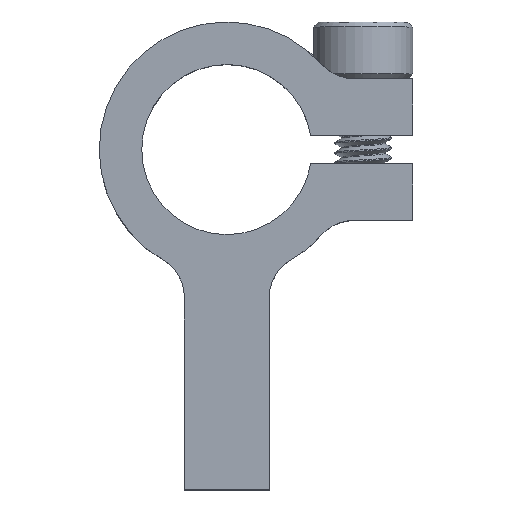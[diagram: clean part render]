
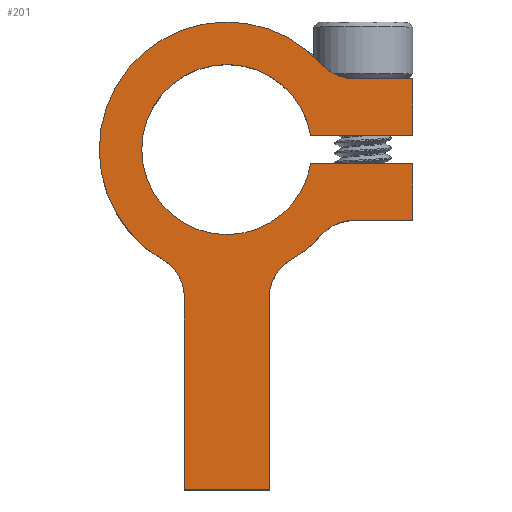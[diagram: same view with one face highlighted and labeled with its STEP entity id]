
A CAD part, top view. The second image highlights one B-rep face of the part: STEP entity #201.
In plain terms, the highlighted planar face has unit normal (0, 0, 1).
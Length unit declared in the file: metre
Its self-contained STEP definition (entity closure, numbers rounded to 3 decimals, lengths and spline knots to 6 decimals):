
#201 = ADVANCED_FACE( '', ( #401 ), #402, .T. );
#401 = FACE_OUTER_BOUND( '', #1387, .T. );
#402 = PLANE( '', #1388 );
#1387 = EDGE_LOOP( '', ( #2707, #2708, #2709, #2710, #2711, #2712, #2713, #2714, #2715, #2716, #2717, #2718, #2719, #2720, #2721, #2722 ) );
#1388 = AXIS2_PLACEMENT_3D( '', #2723, #2724, #2725 );
#2707 = ORIENTED_EDGE( '', *, *, #3009, .F. );
#2708 = ORIENTED_EDGE( '', *, *, #2916, .T. );
#2709 = ORIENTED_EDGE( '', *, *, #2993, .F. );
#2710 = ORIENTED_EDGE( '', *, *, #2990, .F. );
#2711 = ORIENTED_EDGE( '', *, *, #2952, .T. );
#2712 = ORIENTED_EDGE( '', *, *, #2859, .T. );
#2713 = ORIENTED_EDGE( '', *, *, #3010, .F. );
#2714 = ORIENTED_EDGE( '', *, *, #2999, .T. );
#2715 = ORIENTED_EDGE( '', *, *, #2930, .F. );
#2716 = ORIENTED_EDGE( '', *, *, #3007, .T. );
#2717 = ORIENTED_EDGE( '', *, *, #2921, .T. );
#2718 = ORIENTED_EDGE( '', *, *, #3011, .F. );
#2719 = ORIENTED_EDGE( '', *, *, #3012, .F. );
#2720 = ORIENTED_EDGE( '', *, *, #2907, .T. );
#2721 = ORIENTED_EDGE( '', *, *, #3013, .T. );
#2722 = ORIENTED_EDGE( '', *, *, #2971, .T. );
#2723 = CARTESIAN_POINT( '', ( 0., 0., 0.008 ) );
#2724 = DIRECTION( '', ( 0., 0., 1. ) );
#2725 = DIRECTION( '', ( 0., -1., 0. ) );
#2859 = EDGE_CURVE( '', #3054, #3052, #3055, .T. );
#2907 = EDGE_CURVE( '', #3132, #3133, #3134, .T. );
#2916 = EDGE_CURVE( '', #3150, #3148, #3151, .T. );
#2921 = EDGE_CURVE( '', #3159, #3157, #3160, .T. );
#2930 = EDGE_CURVE( '', #3171, #3173, #3174, .T. );
#2952 = EDGE_CURVE( '', #3205, #3054, #3206, .T. );
#2971 = EDGE_CURVE( '', #3230, #3231, #3232, .T. );
#2990 = EDGE_CURVE( '', #3205, #3256, #3258, .T. );
#2993 = EDGE_CURVE( '', #3256, #3148, #3261, .T. );
#2999 = EDGE_CURVE( '', #3266, #3173, #3268, .T. );
#3007 = EDGE_CURVE( '', #3171, #3159, #3276, .T. );
#3009 = EDGE_CURVE( '', #3150, #3231, #3278, .T. );
#3010 = EDGE_CURVE( '', #3266, #3052, #3279, .T. );
#3011 = EDGE_CURVE( '', #3280, #3157, #3281, .T. );
#3012 = EDGE_CURVE( '', #3132, #3280, #3282, .T. );
#3013 = EDGE_CURVE( '', #3133, #3230, #3283, .T. );
#3052 = VERTEX_POINT( '', #3531 );
#3054 = VERTEX_POINT( '', #3534 );
#3055 = LINE( '', #3535, #3536 );
#3132 = VERTEX_POINT( '', #4041 );
#3133 = VERTEX_POINT( '', #4042 );
#3134 = LINE( '', #4043, #4044 );
#3148 = VERTEX_POINT( '', #4079 );
#3150 = VERTEX_POINT( '', #4082 );
#3151 = CIRCLE( '', #4083, 0.009 );
#3157 = VERTEX_POINT( '', #4091 );
#3159 = VERTEX_POINT( '', #4094 );
#3160 = LINE( '', #4095, #4096 );
#3171 = VERTEX_POINT( '', #4131 );
#3173 = VERTEX_POINT( '', #4134 );
#3174 = CIRCLE( '', #4135, 0.003 );
#3205 = VERTEX_POINT( '', #4448 );
#3206 = LINE( '', #4449, #4450 );
#3230 = VERTEX_POINT( '', #4481 );
#3231 = VERTEX_POINT( '', #4482 );
#3232 = LINE( '', #4483, #4484 );
#3256 = VERTEX_POINT( '', #4586 );
#3258 = LINE( '', #4589, #4590 );
#3261 = CIRCLE( '', #4593, 0.003 );
#3266 = VERTEX_POINT( '', #4946 );
#3268 = CIRCLE( '', #4949, 0.009 );
#3276 = LINE( '', #4984, #4985 );
#3278 = CIRCLE( '', #4987, 0.003 );
#3279 = CIRCLE( '', #4988, 0.003 );
#3280 = VERTEX_POINT( '', #4989 );
#3281 = LINE( '', #4990, #4991 );
#3282 = CIRCLE( '', #4992, 0.006 );
#3283 = LINE( '', #4993, #4994 );
#3531 = CARTESIAN_POINT( '', ( 0.003, -0.010392, 0.008 ) );
#3534 = CARTESIAN_POINT( '', ( 0.003, -0.024, 0.008 ) );
#3535 = CARTESIAN_POINT( '', ( 0.003, 0., 0.008 ) );
#3536 = VECTOR( '', #5389, 1. );
#4041 = CARTESIAN_POINT( '', ( 0.005916, 0.001, 0.008 ) );
#4042 = CARTESIAN_POINT( '', ( 0.013116, 0.001, 0.008 ) );
#4043 = CARTESIAN_POINT( '', ( 0., 0.001, 0.008 ) );
#4044 = VECTOR( '', #5441, 1. );
#4079 = CARTESIAN_POINT( '', ( -0.0045, -0.007794, 0.008 ) );
#4082 = CARTESIAN_POINT( '', ( 0.006708, 0.006, 0.008 ) );
#4083 = AXIS2_PLACEMENT_3D( '', #5450, #5451, #5452 );
#4091 = CARTESIAN_POINT( '', ( 0.013116, -0.001, 0.008 ) );
#4094 = CARTESIAN_POINT( '', ( 0.013116, -0.005, 0.008 ) );
#4095 = CARTESIAN_POINT( '', ( 0.013116, -0.001, 0.008 ) );
#4096 = VECTOR( '', #5456, 1. );
#4131 = CARTESIAN_POINT( '', ( 0.008944, -0.005, 0.008 ) );
#4134 = CARTESIAN_POINT( '', ( 0.006708, -0.006, 0.008 ) );
#4135 = AXIS2_PLACEMENT_3D( '', #5462, #5463, #5464 );
#4448 = CARTESIAN_POINT( '', ( -0.003, -0.024, 0.008 ) );
#4449 = CARTESIAN_POINT( '', ( 0., -0.024, 0.008 ) );
#4450 = VECTOR( '', #5487, 1. );
#4481 = CARTESIAN_POINT( '', ( 0.013116, 0.005, 0.008 ) );
#4482 = CARTESIAN_POINT( '', ( 0.008944, 0.005, 0.008 ) );
#4483 = CARTESIAN_POINT( '', ( 0.013116, 0.005, 0.008 ) );
#4484 = VECTOR( '', #5513, 1. );
#4586 = CARTESIAN_POINT( '', ( -0.003, -0.010392, 0.008 ) );
#4589 = CARTESIAN_POINT( '', ( -0.003, 0., 0.008 ) );
#4590 = VECTOR( '', #5530, 1. );
#4593 = AXIS2_PLACEMENT_3D( '', #5531, #5532, #5533 );
#4946 = CARTESIAN_POINT( '', ( 0.0045, -0.007794, 0.008 ) );
#4949 = AXIS2_PLACEMENT_3D( '', #5535, #5536, #5537 );
#4984 = CARTESIAN_POINT( '', ( 0.013116, -0.005, 0.008 ) );
#4985 = VECTOR( '', #5538, 1. );
#4987 = AXIS2_PLACEMENT_3D( '', #5539, #5540, #5541 );
#4988 = AXIS2_PLACEMENT_3D( '', #5542, #5543, #5544 );
#4989 = CARTESIAN_POINT( '', ( 0.005916, -0.001, 0.008 ) );
#4990 = CARTESIAN_POINT( '', ( 0., -0.001, 0.008 ) );
#4991 = VECTOR( '', #5545, 1. );
#4992 = AXIS2_PLACEMENT_3D( '', #5546, #5547, #5548 );
#4993 = CARTESIAN_POINT( '', ( 0.013116, 0.001, 0.008 ) );
#4994 = VECTOR( '', #5549, 1. );
#5389 = DIRECTION( '', ( 0., 1., 0. ) );
#5441 = DIRECTION( '', ( 1., 0., 0. ) );
#5450 = CARTESIAN_POINT( '', ( 0., 0., 0.008 ) );
#5451 = DIRECTION( '', ( 0., 0., 1. ) );
#5452 = DIRECTION( '', ( 0., -1., 0. ) );
#5456 = DIRECTION( '', ( 0., 1., 0. ) );
#5462 = CARTESIAN_POINT( '', ( 0.008944, -0.008, 0.008 ) );
#5463 = DIRECTION( '', ( 0., 0., 1. ) );
#5464 = DIRECTION( '', ( 0., -1., 0. ) );
#5487 = DIRECTION( '', ( 1., 0., 0. ) );
#5513 = DIRECTION( '', ( -1., 0., 0. ) );
#5530 = DIRECTION( '', ( 0., 1., 0. ) );
#5531 = CARTESIAN_POINT( '', ( -0.006, -0.010392, 0.008 ) );
#5532 = DIRECTION( '', ( 0., 0., 1. ) );
#5533 = DIRECTION( '', ( 0., -1., 0. ) );
#5535 = CARTESIAN_POINT( '', ( 0., 0., 0.008 ) );
#5536 = DIRECTION( '', ( 0., 0., 1. ) );
#5537 = DIRECTION( '', ( 0., -1., 0. ) );
#5538 = DIRECTION( '', ( 1., 0., 0. ) );
#5539 = CARTESIAN_POINT( '', ( 0.008944, 0.008, 0.008 ) );
#5540 = DIRECTION( '', ( 0., 0., 1. ) );
#5541 = DIRECTION( '', ( 0., -1., 0. ) );
#5542 = CARTESIAN_POINT( '', ( 0.006, -0.010392, 0.008 ) );
#5543 = DIRECTION( '', ( 0., 0., 1. ) );
#5544 = DIRECTION( '', ( 0., -1., 0. ) );
#5545 = DIRECTION( '', ( 1., 0., 0. ) );
#5546 = CARTESIAN_POINT( '', ( 0., 0., 0.008 ) );
#5547 = DIRECTION( '', ( 0., 0., 1. ) );
#5548 = DIRECTION( '', ( 0., -1., 0. ) );
#5549 = DIRECTION( '', ( 0., 1., 0. ) );
